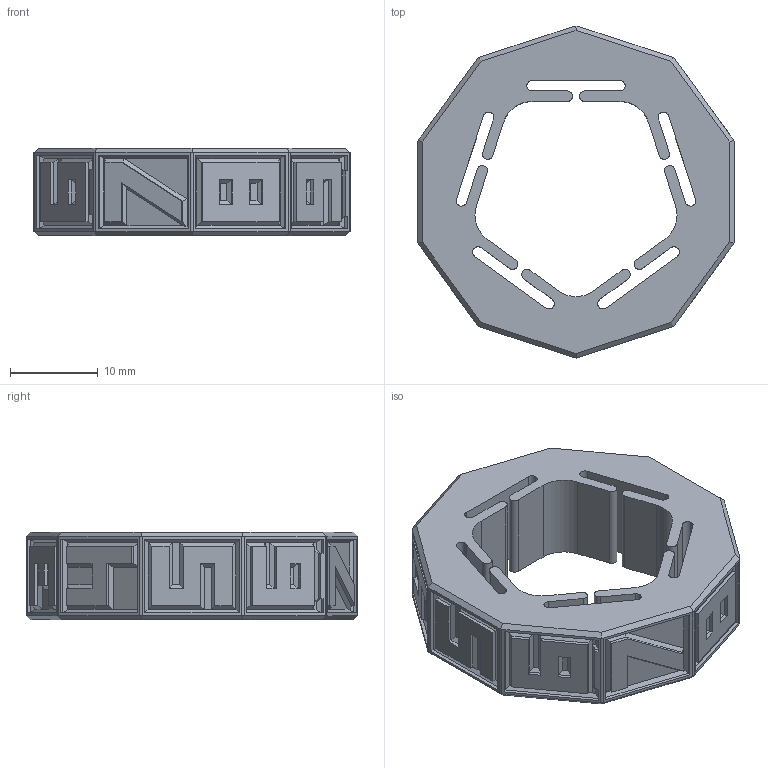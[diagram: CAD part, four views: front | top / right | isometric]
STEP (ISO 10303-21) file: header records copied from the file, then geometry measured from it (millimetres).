
FILE_DESCRIPTION(/* description */ (''),/* implementation_level */ '2;1');
FILE_NAME(/* name */ 'Counter Dial Take2 dial v6.step',/* time_stamp */ '2023-09-20T15:12:16-04:00',/* author */ (''),/* organization */ (''),/* preprocessor_version */ 'ST-DEVELOPER v20',/* originating_system */ 'Autodesk Translation Framework v12.9.0.99',/* authorisation */ '');
FILE_SCHEMA (('AUTOMOTIVE_DESIGN { 1 0 10303 214 3 1 1 }'));
Length unit declared in the file: millimetre
Products named in the file (2): Counter Dial Take2; dial1
Assembly tree (1 placements, depth 2):
  Counter Dial Take2
    dial1
Bounding box: 36 x 37.8 x 10 mm (x, y, z)
Volume: 5684.2 mm3; surface area: 4645.2 mm2
Topology: 1 solids, 1 shells, 438 faces, 1040 edges, 619 vertices
Faces by surface type: plane 403, cylinder 35
Entity records: 12207 total; most frequent: CARTESIAN_POINT 2100, ORIENTED_EDGE 2080, DIRECTION 2012, EDGE_CURVE 1040, LINE 950, VECTOR 950, VERTEX_POINT 619, AXIS2_PLACEMENT_3D 531
